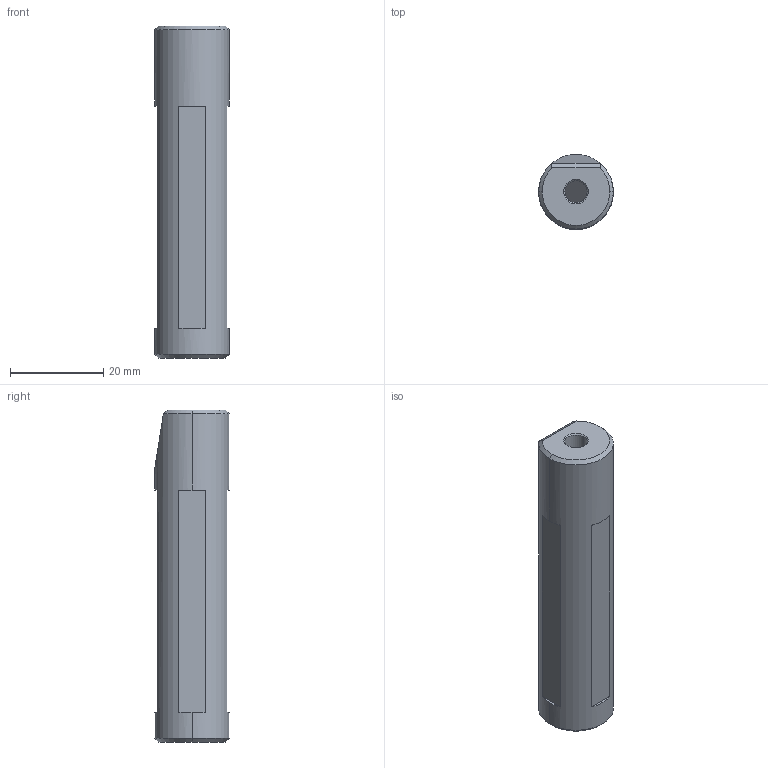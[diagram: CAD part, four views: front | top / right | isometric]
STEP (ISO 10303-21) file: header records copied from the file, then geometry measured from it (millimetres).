
FILE_DESCRIPTION (( 'STEP AP214' ), '1' );
FILE_NAME ('Micro_QTS-187-630.STEP', '2021-09-03T01:15:33', ( '' ), ( '' ), 'SwSTEP 2.0', 'SolidWorks 2020', '' );
FILE_SCHEMA (( 'AUTOMOTIVE_DESIGN' ));
Length unit declared in the file: inch
Products named in the file (1): Micro_QTS-187-630
Bounding box: 16 x 16 x 71.12 mm (x, y, z)
Volume: 13430 mm3; surface area: 4247.2 mm2
Topology: 1 solids, 1 shells, 28 faces, 63 edges, 40 vertices
Faces by surface type: plane 17, cone 7, cylinder 4
Entity records: 827 total; most frequent: CARTESIAN_POINT 153, DIRECTION 140, ORIENTED_EDGE 126, EDGE_CURVE 63, AXIS2_PLACEMENT_3D 55, VERTEX_POINT 40, EDGE_LOOP 31, LINE 30
